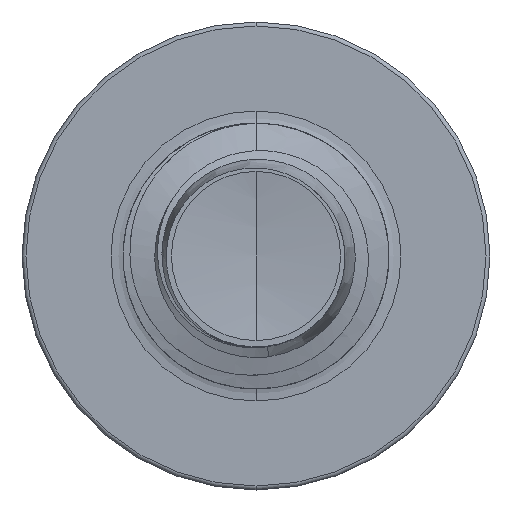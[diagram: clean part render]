
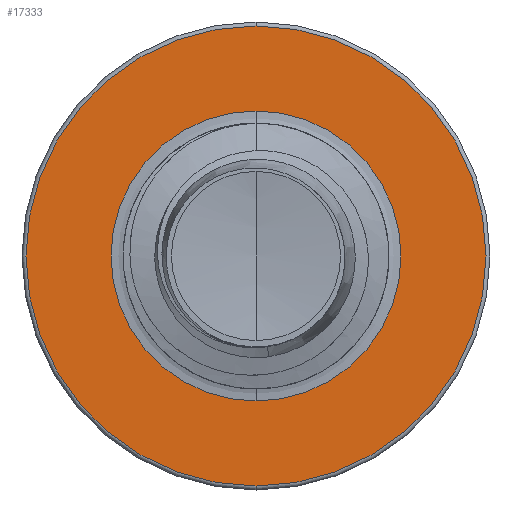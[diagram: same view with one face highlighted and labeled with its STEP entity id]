
A CAD part, front view. The second image highlights one B-rep face of the part: STEP entity #17333.
In plain terms, the highlighted planar face has unit normal (0, -1, 0).
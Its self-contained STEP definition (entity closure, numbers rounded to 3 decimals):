
#611 = VERTEX_POINT ( 'NONE', #12146 ) ;
#794 = AXIS2_PLACEMENT_3D ( 'NONE', #11586, #1227, #13307 ) ;
#971 = EDGE_LOOP ( 'NONE', ( #20068, #20319 ) ) ;
#1227 = DIRECTION ( 'NONE',  ( 0., 1., 0. ) ) ;
#2677 = EDGE_CURVE ( 'NONE', #18813, #6045, #19411, .T. ) ;
#2741 = VERTEX_POINT ( 'NONE', #5853 ) ;
#3374 = FACE_OUTER_BOUND ( 'NONE', #971, .T. ) ;
#3920 = EDGE_CURVE ( 'NONE', #611, #2741, #20147, .T. ) ;
#4727 = CARTESIAN_POINT ( 'NONE',  ( 0., 6., -2.162 ) ) ;
#4951 = CARTESIAN_POINT ( 'NONE',  ( 0., 6., -1.363 ) ) ;
#5707 = DIRECTION ( 'NONE',  ( 0., 0., 1. ) ) ;
#5726 = DIRECTION ( 'NONE',  ( 0., 1., 0. ) ) ;
#5749 = CARTESIAN_POINT ( 'NONE',  ( 0., 6., 0. ) ) ;
#5853 = CARTESIAN_POINT ( 'NONE',  ( 0., 6., -1.363 ) ) ;
#6045 = VERTEX_POINT ( 'NONE', #20039 ) ;
#8942 = CARTESIAN_POINT ( 'NONE',  ( 0., 6., 0. ) ) ;
#9093 = DIRECTION ( 'NONE',  ( 0., 1., 0. ) ) ;
#9972 = DIRECTION ( 'NONE',  ( 0., 1., 0. ) ) ;
#10618 = DIRECTION ( 'NONE',  ( 0., 0., 1. ) ) ;
#10684 = AXIS2_PLACEMENT_3D ( 'NONE', #4951, #9972, #21230 ) ;
#11586 = CARTESIAN_POINT ( 'NONE',  ( 0., 6., 0. ) ) ;
#12146 = CARTESIAN_POINT ( 'NONE',  ( 0., 6., 1.363 ) ) ;
#12196 = AXIS2_PLACEMENT_3D ( 'NONE', #18756, #9093, #20376 ) ;
#12924 = ORIENTED_EDGE ( 'NONE', *, *, #3920, .T. ) ;
#13104 = AXIS2_PLACEMENT_3D ( 'NONE', #8942, #20224, #10618 ) ;
#13109 = EDGE_LOOP ( 'NONE', ( #12924, #13176 ) ) ;
#13176 = ORIENTED_EDGE ( 'NONE', *, *, #20228, .T. ) ;
#13307 = DIRECTION ( 'NONE',  ( 0., 0., 1. ) ) ;
#15246 = EDGE_CURVE ( 'NONE', #6045, #18813, #19348, .T. ) ;
#16150 = FACE_BOUND ( 'NONE', #13109, .T. ) ;
#17333 = ADVANCED_FACE ( 'NONE', ( #3374, #16150 ), #19634, .F. ) ;
#18756 = CARTESIAN_POINT ( 'NONE',  ( 0., 6., 0. ) ) ;
#18813 = VERTEX_POINT ( 'NONE', #4727 ) ;
#19085 = CIRCLE ( 'NONE', #794, 1.363 ) ;
#19348 = CIRCLE ( 'NONE', #13104, 2.163 ) ;
#19411 = CIRCLE ( 'NONE', #21505, 2.163 ) ;
#19634 = PLANE ( 'NONE',  #10684 ) ;
#20039 = CARTESIAN_POINT ( 'NONE',  ( 0., 6., 2.163 ) ) ;
#20068 = ORIENTED_EDGE ( 'NONE', *, *, #15246, .F. ) ;
#20147 = CIRCLE ( 'NONE', #12196, 1.363 ) ;
#20224 = DIRECTION ( 'NONE',  ( 0., 1., 0. ) ) ;
#20228 = EDGE_CURVE ( 'NONE', #2741, #611, #19085, .T. ) ;
#20319 = ORIENTED_EDGE ( 'NONE', *, *, #2677, .F. ) ;
#20376 = DIRECTION ( 'NONE',  ( 0., 0., 1. ) ) ;
#21230 = DIRECTION ( 'NONE',  ( 0., 0., 1. ) ) ;
#21505 = AXIS2_PLACEMENT_3D ( 'NONE', #5749, #5726, #5707 ) ;
